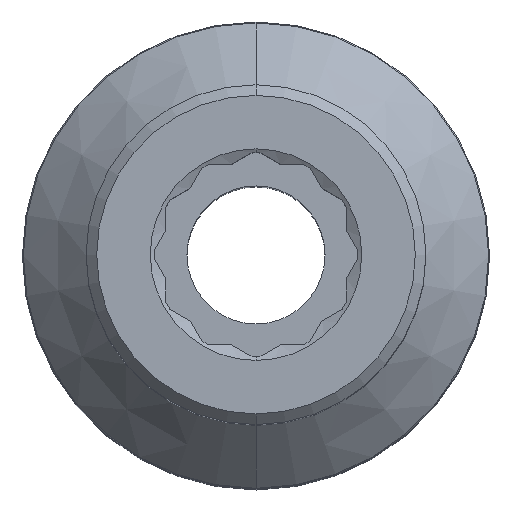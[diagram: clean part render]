
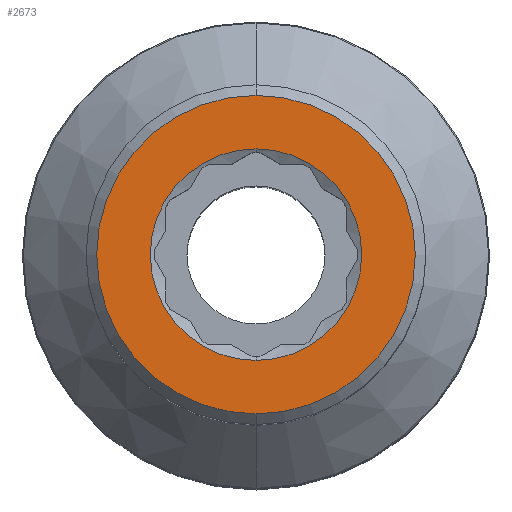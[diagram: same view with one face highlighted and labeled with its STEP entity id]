
A CAD part, top view. The second image highlights one B-rep face of the part: STEP entity #2673.
In plain terms, the highlighted planar face has unit normal (0, 0, 1).
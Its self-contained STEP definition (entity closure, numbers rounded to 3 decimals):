
#789=CARTESIAN_POINT('',(0.,0.,96.));
#790=DIRECTION('',(0.,0.,-1.));
#791=DIRECTION('',(0.,1.,0.));
#792=AXIS2_PLACEMENT_3D('',#789,#790,#791);
#797=CARTESIAN_POINT('',(0.,0.,96.));
#798=DIRECTION('',(0.,0.,-1.));
#799=DIRECTION('',(0.,-1.,0.));
#800=AXIS2_PLACEMENT_3D('',#797,#798,#799);
#805=CARTESIAN_POINT('',(0.,0.,96.));
#806=DIRECTION('',(0.,0.,1.));
#807=DIRECTION('',(0.,-1.,0.));
#808=AXIS2_PLACEMENT_3D('',#805,#806,#807);
#813=CARTESIAN_POINT('',(0.,0.,96.));
#814=DIRECTION('',(0.,0.,1.));
#815=DIRECTION('',(0.,1.,0.));
#816=AXIS2_PLACEMENT_3D('',#813,#814,#815);
#1803=CARTESIAN_POINT('',(0.,9.96,96.));
#1804=CARTESIAN_POINT('',(0.,-9.96,96.));
#1805=VERTEX_POINT('',#1803);
#1806=VERTEX_POINT('',#1804);
#1974=CARTESIAN_POINT('',(0.,-15.,96.));
#1975=CARTESIAN_POINT('',(0.,15.,96.));
#1976=VERTEX_POINT('',#1974);
#1977=VERTEX_POINT('',#1975);
#2657=CARTESIAN_POINT('',(0.,0.,96.));
#2658=DIRECTION('',(0.,0.,-1.));
#2659=DIRECTION('',(0.,-1.,0.));
#2660=AXIS2_PLACEMENT_3D('',#2657,#2658,#2659);
#2661=PLANE('',#2660);
#2663=ORIENTED_EDGE('',*,*,#2662,.F.);
#2665=ORIENTED_EDGE('',*,*,#2664,.F.);
#2666=EDGE_LOOP('',(#2663,#2665));
#2667=FACE_OUTER_BOUND('',#2666,.F.);
#2669=ORIENTED_EDGE('',*,*,#2668,.F.);
#2670=ORIENTED_EDGE('',*,*,#2612,.F.);
#2671=EDGE_LOOP('',(#2669,#2670));
#2672=FACE_BOUND('',#2671,.F.);
#2673=ADVANCED_FACE('',(#2667,#2672),#2661,.F.);
#793=CIRCLE('',#792,9.96);
#801=CIRCLE('',#800,9.96);
#809=CIRCLE('',#808,15.);
#817=CIRCLE('',#816,15.);
#2612=EDGE_CURVE('',#1806,#1805,#801,.T.);
#2662=EDGE_CURVE('',#1976,#1977,#809,.T.);
#2664=EDGE_CURVE('',#1977,#1976,#817,.T.);
#2668=EDGE_CURVE('',#1805,#1806,#793,.T.);
